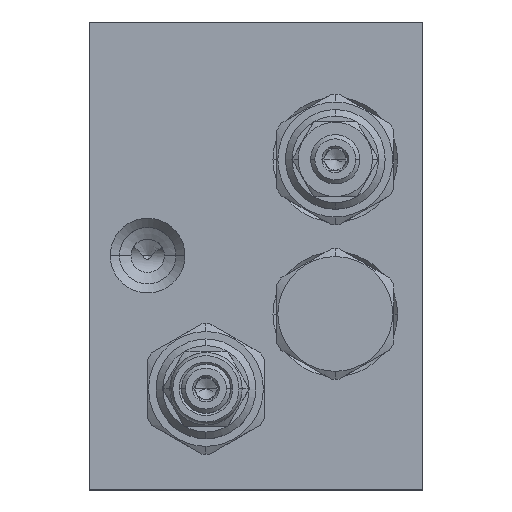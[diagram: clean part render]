
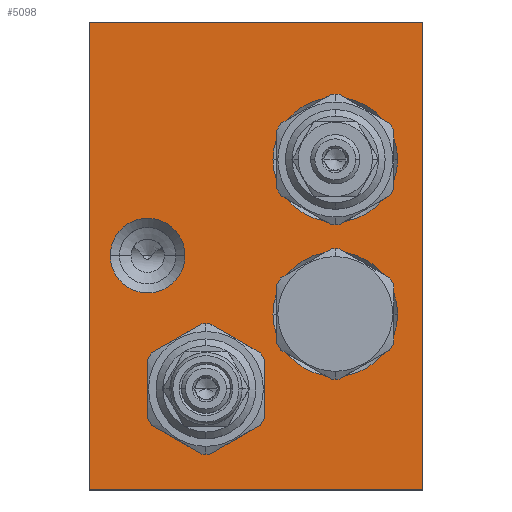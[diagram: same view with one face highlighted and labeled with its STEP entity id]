
A CAD part, top view. The second image highlights one B-rep face of the part: STEP entity #5098.
In plain terms, the highlighted planar face has unit normal (0, 0, 1).
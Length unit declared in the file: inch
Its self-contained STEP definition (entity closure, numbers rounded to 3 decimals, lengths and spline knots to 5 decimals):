
#1107=DIRECTION('',(0.,-1.,0.));
#1108=VECTOR('',#1107,3.5);
#1109=CARTESIAN_POINT('',(0.,0.,3.5));
#1110=LINE('',#1109,#1108);
#1111=DIRECTION('',(-1.,0.,0.));
#1112=VECTOR('',#1111,2.5);
#1113=CARTESIAN_POINT('',(2.5,0.,3.5));
#1114=LINE('',#1113,#1112);
#1115=DIRECTION('',(0.,1.,0.));
#1116=VECTOR('',#1115,3.5);
#1117=CARTESIAN_POINT('',(2.5,-3.5,3.5));
#1118=LINE('',#1117,#1116);
#1119=DIRECTION('',(1.,0.,0.));
#1120=VECTOR('',#1119,2.5);
#1121=CARTESIAN_POINT('',(0.,-3.5,3.5));
#1122=LINE('',#1121,#1120);
#1123=CARTESIAN_POINT('',(1.844,-1.031,3.5));
#1124=DIRECTION('',(0.,0.,-1.));
#1125=DIRECTION('',(-1.,0.,0.));
#1126=AXIS2_PLACEMENT_3D('',#1123,#1124,#1125);
#1128=CARTESIAN_POINT('',(1.844,-1.031,3.5));
#1129=DIRECTION('',(0.,0.,-1.));
#1130=DIRECTION('',(1.,0.,0.));
#1131=AXIS2_PLACEMENT_3D('',#1128,#1129,#1130);
#1133=CARTESIAN_POINT('',(1.844,-2.188,3.5));
#1134=DIRECTION('',(0.,0.,-1.));
#1135=DIRECTION('',(-1.,0.,0.));
#1136=AXIS2_PLACEMENT_3D('',#1133,#1134,#1135);
#1138=CARTESIAN_POINT('',(1.844,-2.188,3.5));
#1139=DIRECTION('',(0.,0.,-1.));
#1140=DIRECTION('',(1.,0.,0.));
#1141=AXIS2_PLACEMENT_3D('',#1138,#1139,#1140);
#1143=CARTESIAN_POINT('',(0.875,-2.75,3.5));
#1144=DIRECTION('',(0.,0.,-1.));
#1145=DIRECTION('',(-1.,0.,0.));
#1146=AXIS2_PLACEMENT_3D('',#1143,#1144,#1145);
#1148=CARTESIAN_POINT('',(0.875,-2.75,3.5));
#1149=DIRECTION('',(0.,0.,-1.));
#1150=DIRECTION('',(1.,0.,0.));
#1151=AXIS2_PLACEMENT_3D('',#1148,#1149,#1150);
#1153=CARTESIAN_POINT('',(0.438,-1.75,3.5));
#1154=DIRECTION('',(0.,0.,-1.));
#1155=DIRECTION('',(-1.,0.,0.));
#1156=AXIS2_PLACEMENT_3D('',#1153,#1154,#1155);
#1158=CARTESIAN_POINT('',(0.438,-1.75,3.5));
#1159=DIRECTION('',(0.,0.,-1.));
#1160=DIRECTION('',(1.,0.,0.));
#1161=AXIS2_PLACEMENT_3D('',#1158,#1159,#1160);
#4103=CARTESIAN_POINT('',(0.,0.,3.5));
#4104=CARTESIAN_POINT('',(0.,-3.5,3.5));
#4105=VERTEX_POINT('',#4103);
#4106=VERTEX_POINT('',#4104);
#4107=CARTESIAN_POINT('',(2.5,-3.5,3.5));
#4108=VERTEX_POINT('',#4107);
#4109=CARTESIAN_POINT('',(2.5,0.,3.5));
#4110=VERTEX_POINT('',#4109);
#4147=CARTESIAN_POINT('',(2.311,-1.031,3.5));
#4148=VERTEX_POINT('',#4147);
#4157=CARTESIAN_POINT('',(1.377,-1.031,3.5));
#4158=VERTEX_POINT('',#4157);
#4203=CARTESIAN_POINT('',(2.311,-2.188,3.5));
#4204=VERTEX_POINT('',#4203);
#4213=CARTESIAN_POINT('',(1.377,-2.188,3.5));
#4214=VERTEX_POINT('',#4213);
#4263=CARTESIAN_POINT('',(1.3055,-2.75,3.5));
#4264=VERTEX_POINT('',#4263);
#4269=CARTESIAN_POINT('',(0.4445,-2.75,3.5));
#4270=VERTEX_POINT('',#4269);
#4285=CARTESIAN_POINT('',(0.718,-1.75,3.5));
#4286=VERTEX_POINT('',#4285);
#4287=CARTESIAN_POINT('',(0.158,-1.75,3.5));
#4288=VERTEX_POINT('',#4287);
#5064=CARTESIAN_POINT('',(0.,0.,3.5));
#5065=DIRECTION('',(0.,0.,1.));
#5066=DIRECTION('',(1.,0.,0.));
#5067=AXIS2_PLACEMENT_3D('',#5064,#5065,#5066);
#5068=PLANE('',#5067);
#5069=ORIENTED_EDGE('',*,*,#4626,.F.);
#5070=ORIENTED_EDGE('',*,*,#4707,.F.);
#5071=ORIENTED_EDGE('',*,*,#4736,.F.);
#5073=ORIENTED_EDGE('',*,*,#5072,.F.);
#5074=EDGE_LOOP('',(#5069,#5070,#5071,#5073));
#5075=FACE_OUTER_BOUND('',#5074,.F.);
#5076=ORIENTED_EDGE('',*,*,#5046,.F.);
#5077=ORIENTED_EDGE('',*,*,#5057,.F.);
#5078=EDGE_LOOP('',(#5076,#5077));
#5079=FACE_BOUND('',#5078,.F.);
#5081=ORIENTED_EDGE('',*,*,#5080,.F.);
#5083=ORIENTED_EDGE('',*,*,#5082,.F.);
#5084=EDGE_LOOP('',(#5081,#5083));
#5085=FACE_BOUND('',#5084,.F.);
#5087=ORIENTED_EDGE('',*,*,#5086,.F.);
#5089=ORIENTED_EDGE('',*,*,#5088,.F.);
#5090=EDGE_LOOP('',(#5087,#5089));
#5091=FACE_BOUND('',#5090,.F.);
#5093=ORIENTED_EDGE('',*,*,#5092,.F.);
#5095=ORIENTED_EDGE('',*,*,#5094,.F.);
#5096=EDGE_LOOP('',(#5093,#5095));
#5097=FACE_BOUND('',#5096,.F.);
#5098=ADVANCED_FACE('',(#5075,#5079,#5085,#5091,#5097),#5068,.T.);
#1127=CIRCLE('',#1126,0.467);
#1132=CIRCLE('',#1131,0.467);
#1137=CIRCLE('',#1136,0.467);
#1142=CIRCLE('',#1141,0.467);
#1147=CIRCLE('',#1146,0.4305);
#1152=CIRCLE('',#1151,0.4305);
#1157=CIRCLE('',#1156,0.28);
#1162=CIRCLE('',#1161,0.28);
#4626=EDGE_CURVE('',#4105,#4106,#1110,.T.);
#4707=EDGE_CURVE('',#4110,#4105,#1114,.T.);
#4736=EDGE_CURVE('',#4108,#4110,#1118,.T.);
#5046=EDGE_CURVE('',#4158,#4148,#1127,.T.);
#5057=EDGE_CURVE('',#4148,#4158,#1132,.T.);
#5072=EDGE_CURVE('',#4106,#4108,#1122,.T.);
#5080=EDGE_CURVE('',#4214,#4204,#1137,.T.);
#5082=EDGE_CURVE('',#4204,#4214,#1142,.T.);
#5086=EDGE_CURVE('',#4270,#4264,#1147,.T.);
#5088=EDGE_CURVE('',#4264,#4270,#1152,.T.);
#5092=EDGE_CURVE('',#4288,#4286,#1157,.T.);
#5094=EDGE_CURVE('',#4286,#4288,#1162,.T.);
